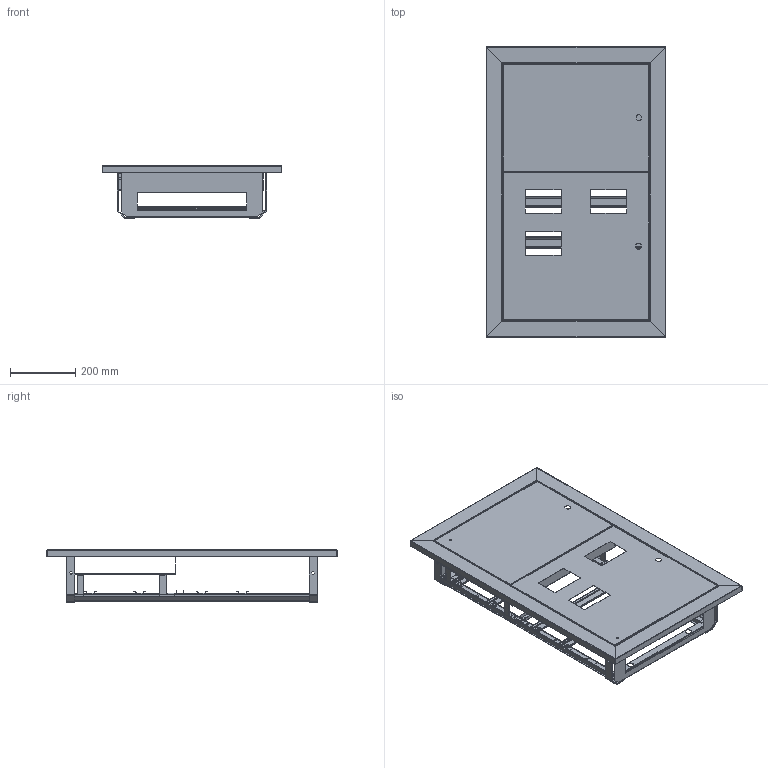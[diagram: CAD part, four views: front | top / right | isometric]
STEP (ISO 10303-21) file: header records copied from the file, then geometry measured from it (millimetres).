
FILE_DESCRIPTION(('STEP AP214'), '1');
FILE_NAME('ﾌﾊﾌ12-3', '', ('UNSPECIFIED'), ('UNSPECIFIED'), 'C3D Converter', 'C3D Toolkit', '');
FILE_SCHEMA(('AUTOMOTIVE_DESIGN { 1 0 10303 214 3 1 1}'));
Length unit declared in the file: millimetre
Products named in the file (18): ?2(888х550х160); Боковина_Џｮ гｬｮｫзｭЁо; Лево-првао; Дверь абонентская_Џｮ гｬｮｫзｭЁо; Верх-низ; Полоса_Џｮ гｬｮｫзｭЁо; дин-рейка+318; ?n рамка стандартная; ЩЭЭ 001.00.08; КИВА 049.00.10; КИВА 049.00.10_2; Уголок_Џｮ гｬｮｫзｭЁо; Верх_Џｮ гｬｮｫзｭЁо; Фпанель_Џｮ гｬｮｫзｭЁо; Рейка под шину_Џｮ гｬｮｫзｭЁо; КИВА 049.00.04; Дверь учетная_Џｮ гｬｮｫзｭЁо
Assembly tree (31 placements, depth 3):
  ?2(888х550х160)
    Боковина_Џｮ гｬｮｫзｭЁо  x2
    Лево-првао  x2
    Дверь абонентская_Џｮ гｬｮｫзｭЁо
    Верх-низ
    Полоса_Џｮ гｬｮｫзｭЁо  x4
    дин-рейка+318  x2
    ?n рамка стандартная
      ЩЭЭ 001.00.08
      КИВА 049.00.10  x2
      КИВА 049.00.10_2  x2
    Уголок_Џｮ гｬｮｫзｭЁо  x2
    Верх_Џｮ гｬｮｫзｭЁо  x2
    Фпанель_Џｮ гｬｮｫзｭЁо
    Рейка под шину_Џｮ гｬｮｫзｭЁо
    КИВА 049.00.04  x2
    Дверь учетная_Џｮ гｬｮｫзｭЁо
    (unnamed)  x4
Bounding box: 550 x 888 x 160 mm (x, y, z)
Volume: 1039525 mm3; surface area: 2295214.9 mm2
Topology: 33 solids, 33 shells, 917 faces, 2137 edges, 1308 vertices
Faces by surface type: plane 641, cylinder 240, bspline 36
Full cylindrical faces by diameter (mm): 3 x22, 6 x21, 6.5 x18, 7.5 x4
Entity records: 23009 total; most frequent: CARTESIAN_POINT 4594, DIRECTION 2675, ORIENTED_EDGE 2634, EDGE_CURVE 1317, LINE 1011, VECTOR 1011, VERTEX_POINT 838, AXIS2_PLACEMENT_3D 832
